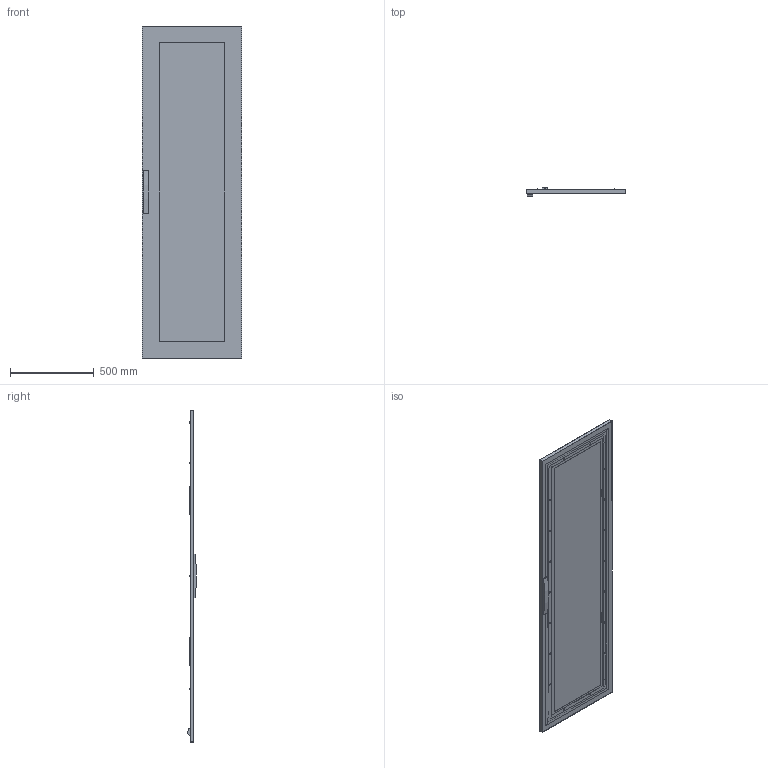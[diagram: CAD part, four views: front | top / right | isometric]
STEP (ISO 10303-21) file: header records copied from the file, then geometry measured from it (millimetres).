
FILE_DESCRIPTION (( 'STEP AP203' ), '1' );
FILE_NAME ('DTE206_Default.step', '2025-05-14T12:50:57', ( 'Windows User' ), ( 'AUTOMATION DIRECT' ), 'SwSTEP 2.0', 'SolidWorks 2024', '' );
FILE_SCHEMA (( 'CONFIG_CONTROL_DESIGN' ));
Length unit declared in the file: millimetre
Products named in the file (2): DTE206_Default; DTE206
Assembly tree (1 placements, depth 2):
  DTE206_Default
    DTE206
Bounding box: 593 x 52.49 x 1984 mm (x, y, z)
Volume: 6722726.3 mm3; surface area: 3431341.9 mm2
Topology: 11 solids, 11 shells, 1026 faces, 2476 edges, 1680 vertices
Faces by surface type: plane 557, cylinder 307, cone 153, sphere 9
Full cylindrical faces by diameter (mm): 4.246 x128, 4.5 x2, 4.912 x10, 4.995 x9, 5.994 x10, 6.993 x10, 7.193 x10, 7.992 x28, 8.991 x36, 9.99 x8
Entity records: 28078 total; most frequent: CARTESIAN_POINT 6490, DIRECTION 4420, ORIENTED_EDGE 3856, EDGE_CURVE 1928, AXIS2_PLACEMENT_3D 1820, EDGE_LOOP 1591, VERTEX_POINT 1423, FACE_OUTER_BOUND 1285
